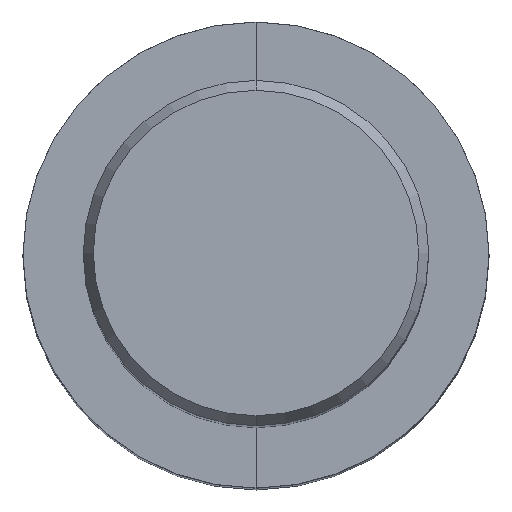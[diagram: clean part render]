
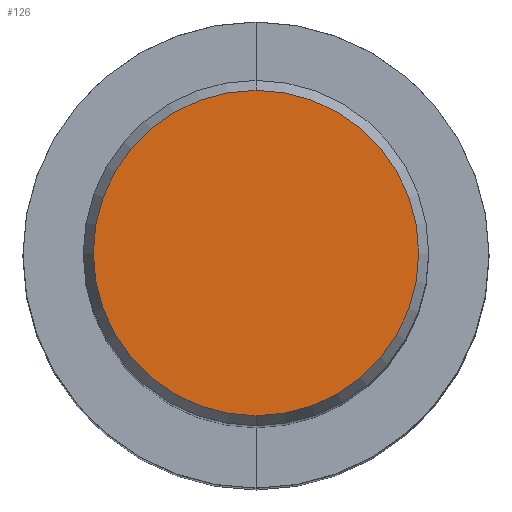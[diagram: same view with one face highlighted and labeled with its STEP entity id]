
A CAD part, top view. The second image highlights one B-rep face of the part: STEP entity #126.
In plain terms, the highlighted planar face has unit normal (0, 0, 1).
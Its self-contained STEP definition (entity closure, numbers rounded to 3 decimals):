
#122=EDGE_CURVE('',#202,#134,#303,.T.);
#126=ADVANCED_FACE('',(#307),#308,.T.);
#130=EDGE_CURVE('',#134,#202,#312,.T.);
#134=VERTEX_POINT('',#316);
#202=VERTEX_POINT('',#394);
#303=CIRCLE('',#497,7.479);
#307=FACE_OUTER_BOUND('',#503,.T.);
#308=PLANE('',#504);
#312=CIRCLE('',#509,7.479);
#316=CARTESIAN_POINT('',(0.,-7.479,0.01));
#394=CARTESIAN_POINT('',(0.0,7.479,0.01));
#497=AXIS2_PLACEMENT_3D('',#736,#737,#738);
#503=EDGE_LOOP('',(#741,#742));
#504=AXIS2_PLACEMENT_3D('',#743,#744,#745);
#509=AXIS2_PLACEMENT_3D('',#746,#747,#748);
#736=CARTESIAN_POINT('',(0.0,0.0,0.01));
#737=DIRECTION('',(0.0,0.0,-1.0));
#738=DIRECTION('',(0.0,1.0,0.0));
#741=ORIENTED_EDGE('',*,*,#122,.F.);
#742=ORIENTED_EDGE('',*,*,#130,.F.);
#743=CARTESIAN_POINT('',(0.0,3.74,0.01));
#744=DIRECTION('',(-0.0,0.0,1.0));
#745=DIRECTION('',(0.0,-1.0,0.0));
#746=CARTESIAN_POINT('',(0.0,0.0,0.01));
#747=DIRECTION('',(0.0,0.0,-1.0));
#748=DIRECTION('',(0.0,1.0,0.0));
